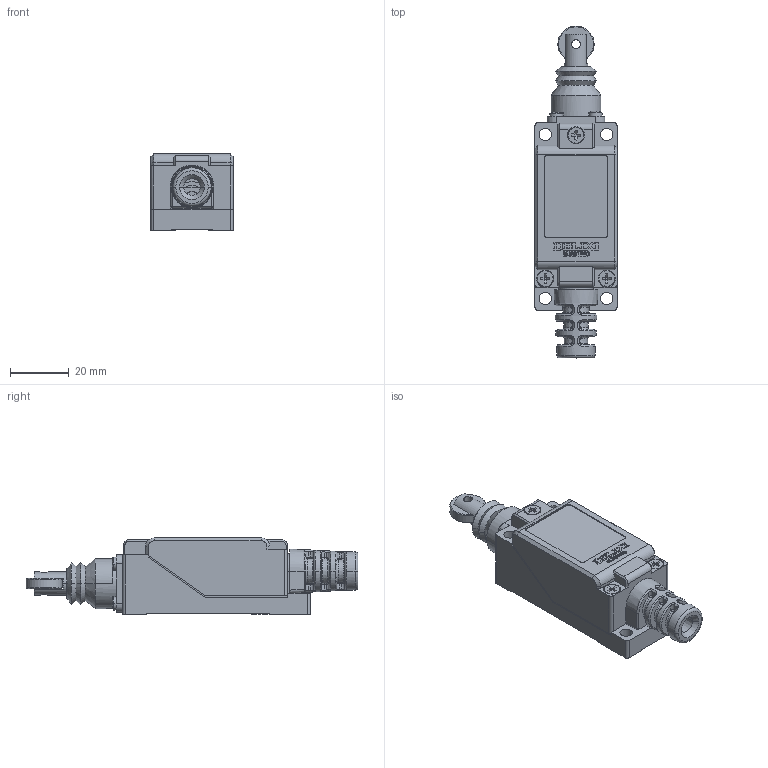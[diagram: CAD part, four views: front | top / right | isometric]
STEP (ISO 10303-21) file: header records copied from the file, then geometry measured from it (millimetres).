
FILE_DESCRIPTION((''),'2;1');
FILE_NAME('LXJMH-8112_SW0001','2022-03-10T',('xiangyu.li'),(''),'PRO/ENGINEER BY PARAMETRIC TECHNOLOGY CORPORATION, 2015440','PRO/ENGINEER BY PARAMETRIC TECHNOLOGY CORPORATION, 2015440','');
FILE_SCHEMA(('CONFIG_CONTROL_DESIGN'));
Products named in the file (1): LXJMH-8112_SW0001
Bounding box: 28 x 113.25 x 26 mm (x, y, z)
Volume: 21225.5 mm3; surface area: 19958.9 mm2
Topology: 2 solids, 3 shells, 1310 faces, 3510 edges, 2245 vertices
Faces by surface type: plane 693, cylinder 219, extrusion 176, cone 81, bspline 80, torus 50, sphere 11
Entity records: 51624 total; most frequent: CARTESIAN_POINT 19583, ORIENTED_EDGE 7020, DIRECTION 5978, EDGE_CURVE 3510, VECTOR 2360, VERTEX_POINT 2245, LINE 2184, AXIS2_PLACEMENT_3D 1809
